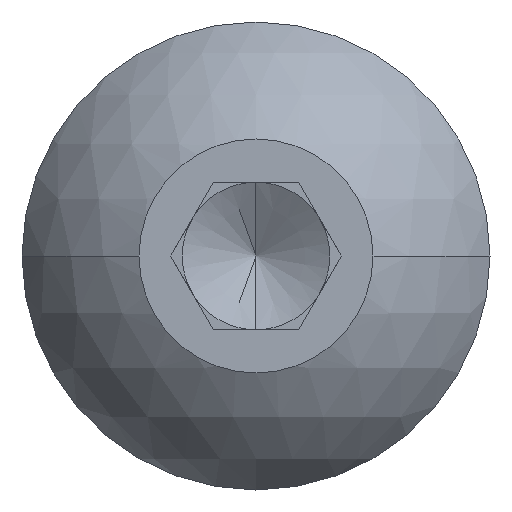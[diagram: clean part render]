
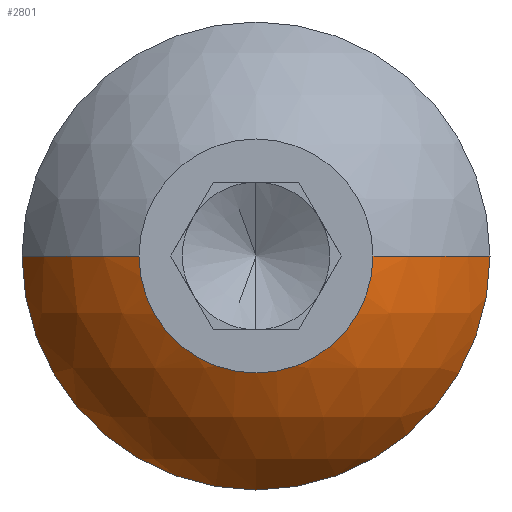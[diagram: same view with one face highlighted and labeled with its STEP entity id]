
A CAD part, left-side view. The second image highlights one B-rep face of the part: STEP entity #2801.
In plain terms, the highlighted spherical face has radius 5.315 mm.
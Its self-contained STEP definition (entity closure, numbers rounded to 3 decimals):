
#48 = DIRECTION ( 'NONE',  ( -1., 0., 0. ) ) ;
#105 = CARTESIAN_POINT ( 'NONE',  ( 2.37, 0., -4.75 ) ) ;
#143 = VERTEX_POINT ( 'NONE', #2668 ) ;
#145 = SPHERICAL_SURFACE ( 'NONE', #2123, 5.315 ) ;
#154 = EDGE_CURVE ( 'NONE', #1965, #201, #1116, .T. ) ;
#201 = VERTEX_POINT ( 'NONE', #105 ) ;
#218 = CARTESIAN_POINT ( 'NONE',  ( 4.755, 0., 0. ) ) ;
#246 = AXIS2_PLACEMENT_3D ( 'NONE', #1300, #1565, #646 ) ;
#342 = DIRECTION ( 'NONE',  ( 0., 0., -1. ) ) ;
#383 = AXIS2_PLACEMENT_3D ( 'NONE', #2508, #48, #1651 ) ;
#512 = CIRCLE ( 'NONE', #2140, 5.315 ) ;
#548 = ORIENTED_EDGE ( 'NONE', *, *, #154, .T. ) ;
#627 = EDGE_CURVE ( 'NONE', #1094, #143, #1732, .T. ) ;
#646 = DIRECTION ( 'NONE',  ( 0., 1., 0. ) ) ;
#741 = ORIENTED_EDGE ( 'NONE', *, *, #1800, .F. ) ;
#770 = EDGE_CURVE ( 'NONE', #201, #1094, #1963, .T. ) ;
#818 = EDGE_LOOP ( 'NONE', ( #548, #1026, #1151, #741, #2334 ) ) ;
#885 = DIRECTION ( 'NONE',  ( 1., 0., 0. ) ) ;
#943 = DIRECTION ( 'NONE',  ( -1., 0., 0. ) ) ;
#1026 = ORIENTED_EDGE ( 'NONE', *, *, #770, .T. ) ;
#1028 = DIRECTION ( 'NONE',  ( 0., 1., 0. ) ) ;
#1094 = VERTEX_POINT ( 'NONE', #1311 ) ;
#1116 = CIRCLE ( 'NONE', #2050, 4.75 ) ;
#1135 = EDGE_CURVE ( 'NONE', #1965, #2014, #512, .T. ) ;
#1148 = CARTESIAN_POINT ( 'NONE',  ( 2.37, 0., 0. ) ) ;
#1151 = ORIENTED_EDGE ( 'NONE', *, *, #627, .T. ) ;
#1212 = FACE_OUTER_BOUND ( 'NONE', #818, .T. ) ;
#1214 = CIRCLE ( 'NONE', #383, 2.375 ) ;
#1234 = CARTESIAN_POINT ( 'NONE',  ( 2.37, 4.75, 0. ) ) ;
#1300 = CARTESIAN_POINT ( 'NONE',  ( 4.755, 0., 0. ) ) ;
#1311 = CARTESIAN_POINT ( 'NONE',  ( 2.37, -4.75, 0. ) ) ;
#1454 = CARTESIAN_POINT ( 'NONE',  ( 4.755, 0., 0. ) ) ;
#1565 = DIRECTION ( 'NONE',  ( 0., 0., -1. ) ) ;
#1570 = DIRECTION ( 'NONE',  ( -1., 0., 0. ) ) ;
#1651 = DIRECTION ( 'NONE',  ( 0., 0., 1. ) ) ;
#1732 = CIRCLE ( 'NONE', #246, 5.315 ) ;
#1774 = CARTESIAN_POINT ( 'NONE',  ( 0., 2.375, 0. ) ) ;
#1800 = EDGE_CURVE ( 'NONE', #2014, #143, #1214, .T. ) ;
#1963 = CIRCLE ( 'NONE', #2370, 4.75 ) ;
#1965 = VERTEX_POINT ( 'NONE', #1234 ) ;
#1991 = DIRECTION ( 'NONE',  ( 0., 0., 1. ) ) ;
#2014 = VERTEX_POINT ( 'NONE', #1774 ) ;
#2050 = AXIS2_PLACEMENT_3D ( 'NONE', #2216, #1570, #2646 ) ;
#2123 = AXIS2_PLACEMENT_3D ( 'NONE', #1454, #342, #1028 ) ;
#2140 = AXIS2_PLACEMENT_3D ( 'NONE', #218, #1991, #885 ) ;
#2216 = CARTESIAN_POINT ( 'NONE',  ( 2.37, 0., 0. ) ) ;
#2334 = ORIENTED_EDGE ( 'NONE', *, *, #1135, .F. ) ;
#2370 = AXIS2_PLACEMENT_3D ( 'NONE', #1148, #943, #2515 ) ;
#2508 = CARTESIAN_POINT ( 'NONE',  ( 0., 0., 0. ) ) ;
#2515 = DIRECTION ( 'NONE',  ( 0., 0., 1. ) ) ;
#2646 = DIRECTION ( 'NONE',  ( 0., 0., 1. ) ) ;
#2668 = CARTESIAN_POINT ( 'NONE',  ( 0., -2.375, 0. ) ) ;
#2801 = ADVANCED_FACE ( 'NONE', ( #1212 ), #145, .T. ) ;
